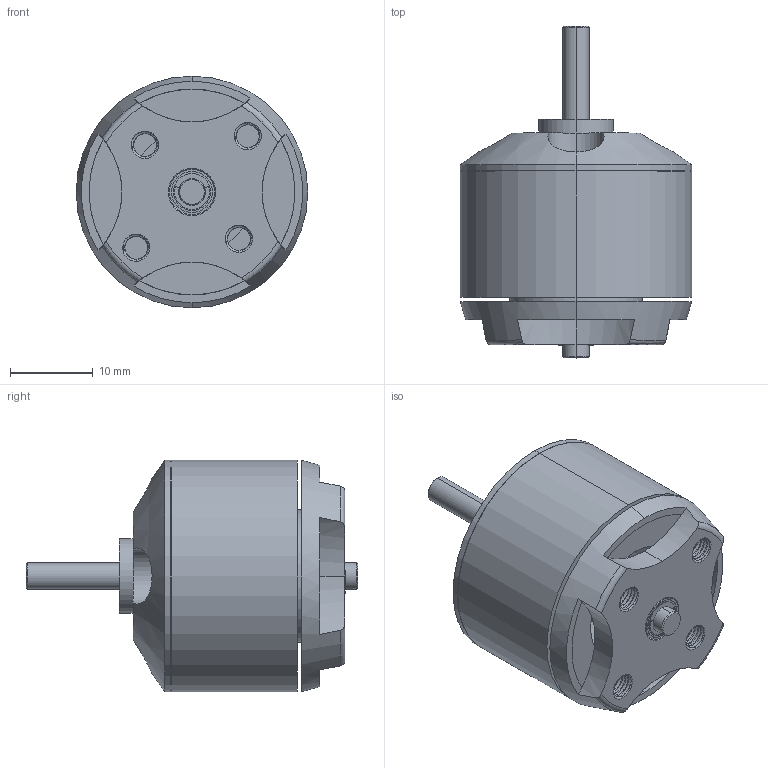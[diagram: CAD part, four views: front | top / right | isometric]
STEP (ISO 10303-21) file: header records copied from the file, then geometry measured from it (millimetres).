
FILE_DESCRIPTION (( 'STEP AP214' ), '1' );
FILE_NAME ('Motor_BLDC_2212,6T_2200KV.STEP', '2019-12-28T07:32:02', ( '' ), ( '' ), 'SwSTEP 2.0', 'SolidWorks 2016', '' );
FILE_SCHEMA (( 'AUTOMOTIVE_DESIGN' ));
Length unit declared in the file: millimetre
Products named in the file (2): Motor_BLDC_2212,6T_2200KV
Bounding box: 27.9 x 40 x 27.9 mm (x, y, z)
Volume: 5831.6 mm3; surface area: 7281.7 mm2
Topology: 1 solids, 1 shells, 170 faces, 475 edges, 308 vertices
Faces by surface type: cylinder 102, plane 26, torus 18, cone 12, bspline 12
Entity records: 11502 total; most frequent: CARTESIAN_POINT 5658, ORIENTED_EDGE 950, DIRECTION 805, EDGE_CURVE 475, AXIS2_PLACEMENT_3D 346, VERTEX_POINT 308, EDGE_LOOP 195, CIRCLE 186
